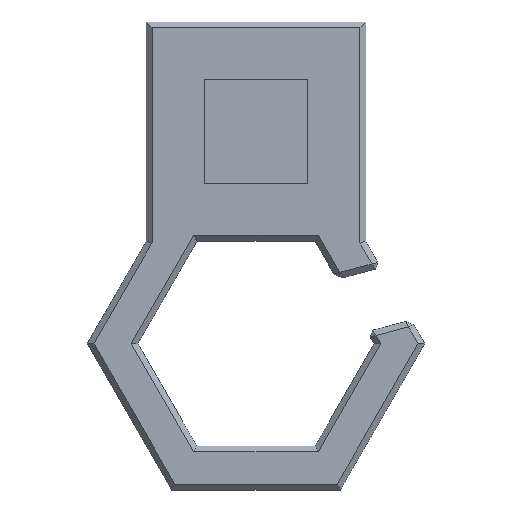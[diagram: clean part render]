
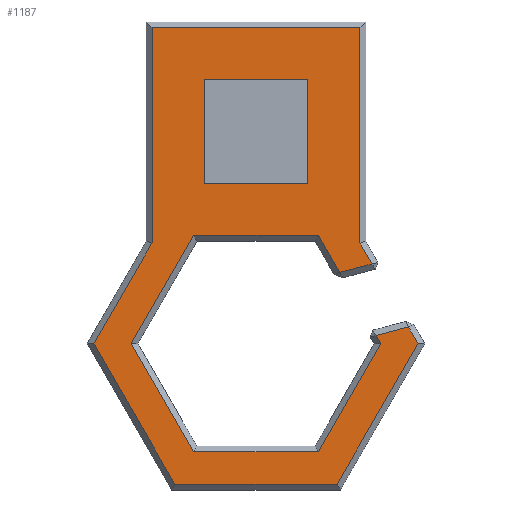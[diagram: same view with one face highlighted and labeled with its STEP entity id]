
A CAD part, top view. The second image highlights one B-rep face of the part: STEP entity #1187.
In plain terms, the highlighted planar face has unit normal (0, 0, 1).
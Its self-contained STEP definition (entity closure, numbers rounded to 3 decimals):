
#15=FACE_BOUND('',#91,.T.);
#17=FACE_OUTER_BOUND('',#90,.T.);
#90=EDGE_LOOP('',(#777,#778,#779,#780,#781,#782,#783,#784,#785,#786,#787,
#788,#789,#790,#791,#792,#793,#794));
#91=EDGE_LOOP('',(#795,#796,#797,#798));
#164=LINE('',#1670,#334);
#167=LINE('',#1676,#337);
#168=LINE('',#1678,#338);
#169=LINE('',#1680,#339);
#170=LINE('',#1682,#340);
#171=LINE('',#1684,#341);
#172=LINE('',#1686,#342);
#173=LINE('',#1688,#343);
#174=LINE('',#1690,#344);
#175=LINE('',#1692,#345);
#176=LINE('',#1694,#346);
#177=LINE('',#1696,#347);
#178=LINE('',#1698,#348);
#179=LINE('',#1700,#349);
#180=LINE('',#1702,#350);
#181=LINE('',#1704,#351);
#182=LINE('',#1706,#352);
#183=LINE('',#1707,#353);
#184=LINE('',#1710,#354);
#185=LINE('',#1712,#355);
#186=LINE('',#1714,#356);
#187=LINE('',#1715,#357);
#334=VECTOR('',#1351,10.);
#337=VECTOR('',#1356,10.);
#338=VECTOR('',#1357,10.);
#339=VECTOR('',#1358,10.);
#340=VECTOR('',#1359,10.);
#341=VECTOR('',#1360,10.);
#342=VECTOR('',#1361,10.);
#343=VECTOR('',#1362,10.);
#344=VECTOR('',#1363,10.);
#345=VECTOR('',#1364,10.);
#346=VECTOR('',#1365,10.);
#347=VECTOR('',#1366,10.);
#348=VECTOR('',#1367,10.);
#349=VECTOR('',#1368,10.);
#350=VECTOR('',#1369,10.);
#351=VECTOR('',#1370,10.);
#352=VECTOR('',#1371,10.);
#353=VECTOR('',#1372,10.);
#354=VECTOR('',#1373,10.);
#355=VECTOR('',#1374,10.);
#356=VECTOR('',#1375,10.);
#357=VECTOR('',#1376,10.);
#504=VERTEX_POINT('',#1667);
#505=VERTEX_POINT('',#1669);
#507=VERTEX_POINT('',#1675);
#508=VERTEX_POINT('',#1677);
#509=VERTEX_POINT('',#1679);
#510=VERTEX_POINT('',#1681);
#511=VERTEX_POINT('',#1683);
#512=VERTEX_POINT('',#1685);
#513=VERTEX_POINT('',#1687);
#514=VERTEX_POINT('',#1689);
#515=VERTEX_POINT('',#1691);
#516=VERTEX_POINT('',#1693);
#517=VERTEX_POINT('',#1695);
#518=VERTEX_POINT('',#1697);
#519=VERTEX_POINT('',#1699);
#520=VERTEX_POINT('',#1701);
#521=VERTEX_POINT('',#1703);
#522=VERTEX_POINT('',#1705);
#523=VERTEX_POINT('',#1708);
#524=VERTEX_POINT('',#1709);
#525=VERTEX_POINT('',#1711);
#526=VERTEX_POINT('',#1713);
#604=EDGE_CURVE('',#504,#505,#164,.T.);
#607=EDGE_CURVE('',#505,#507,#167,.T.);
#608=EDGE_CURVE('',#508,#504,#168,.T.);
#609=EDGE_CURVE('',#509,#508,#169,.T.);
#610=EDGE_CURVE('',#510,#509,#170,.T.);
#611=EDGE_CURVE('',#511,#510,#171,.T.);
#612=EDGE_CURVE('',#512,#511,#172,.T.);
#613=EDGE_CURVE('',#513,#512,#173,.T.);
#614=EDGE_CURVE('',#514,#513,#174,.T.);
#615=EDGE_CURVE('',#515,#514,#175,.T.);
#616=EDGE_CURVE('',#516,#515,#176,.T.);
#617=EDGE_CURVE('',#517,#516,#177,.T.);
#618=EDGE_CURVE('',#518,#517,#178,.T.);
#619=EDGE_CURVE('',#519,#518,#179,.T.);
#620=EDGE_CURVE('',#520,#519,#180,.T.);
#621=EDGE_CURVE('',#521,#520,#181,.T.);
#622=EDGE_CURVE('',#522,#521,#182,.T.);
#623=EDGE_CURVE('',#507,#522,#183,.T.);
#624=EDGE_CURVE('',#523,#524,#184,.T.);
#625=EDGE_CURVE('',#524,#525,#185,.T.);
#626=EDGE_CURVE('',#525,#526,#186,.T.);
#627=EDGE_CURVE('',#526,#523,#187,.T.);
#777=ORIENTED_EDGE('',*,*,#607,.F.);
#778=ORIENTED_EDGE('',*,*,#604,.F.);
#779=ORIENTED_EDGE('',*,*,#608,.F.);
#780=ORIENTED_EDGE('',*,*,#609,.F.);
#781=ORIENTED_EDGE('',*,*,#610,.F.);
#782=ORIENTED_EDGE('',*,*,#611,.F.);
#783=ORIENTED_EDGE('',*,*,#612,.F.);
#784=ORIENTED_EDGE('',*,*,#613,.F.);
#785=ORIENTED_EDGE('',*,*,#614,.F.);
#786=ORIENTED_EDGE('',*,*,#615,.F.);
#787=ORIENTED_EDGE('',*,*,#616,.F.);
#788=ORIENTED_EDGE('',*,*,#617,.F.);
#789=ORIENTED_EDGE('',*,*,#618,.F.);
#790=ORIENTED_EDGE('',*,*,#619,.F.);
#791=ORIENTED_EDGE('',*,*,#620,.F.);
#792=ORIENTED_EDGE('',*,*,#621,.F.);
#793=ORIENTED_EDGE('',*,*,#622,.F.);
#794=ORIENTED_EDGE('',*,*,#623,.F.);
#795=ORIENTED_EDGE('',*,*,#624,.T.);
#796=ORIENTED_EDGE('',*,*,#625,.T.);
#797=ORIENTED_EDGE('',*,*,#626,.T.);
#798=ORIENTED_EDGE('',*,*,#627,.T.);
#1114=PLANE('',#1274);
#1187=ADVANCED_FACE('',(#17,#15),#1114,.F.);
#1274=AXIS2_PLACEMENT_3D('',#1674,#1354,#1355);
#1351=DIRECTION('',(0.5,0.866,0.));
#1354=DIRECTION('center_axis',(0.,0.,-1.));
#1355=DIRECTION('ref_axis',(1.,0.,0.));
#1356=DIRECTION('',(-0.5,0.866,0.));
#1357=DIRECTION('',(1.,0.,0.));
#1358=DIRECTION('',(0.5,-0.866,0.));
#1359=DIRECTION('',(-0.5,-0.866,0.));
#1360=DIRECTION('',(-1.,0.,0.));
#1361=DIRECTION('',(-0.5,0.866,0.));
#1362=DIRECTION('',(-0.966,-0.259,0.));
#1363=DIRECTION('',(0.5,-0.866,0.));
#1364=DIRECTION('',(0.,-1.,0.));
#1365=DIRECTION('',(1.,0.,0.));
#1366=DIRECTION('',(0.,1.,0.));
#1367=DIRECTION('',(0.5,0.866,0.));
#1368=DIRECTION('',(-0.5,0.866,0.));
#1369=DIRECTION('',(-1.,0.,0.));
#1370=DIRECTION('',(-0.5,-0.866,0.));
#1371=DIRECTION('',(0.5,-0.866,0.));
#1372=DIRECTION('',(0.966,0.259,0.));
#1373=DIRECTION('',(0.,-1.,0.));
#1374=DIRECTION('',(-1.,0.,0.));
#1375=DIRECTION('',(0.,1.,0.));
#1376=DIRECTION('',(1.,0.,0.));
#1667=CARTESIAN_POINT('',(11.778,-29.4,0.));
#1669=CARTESIAN_POINT('',(16.051,-22.,0.));
#1670=CARTESIAN_POINT('',(12.904,-27.45,0.));
#1674=CARTESIAN_POINT('Origin',(7.506,-22.,0.));
#1675=CARTESIAN_POINT('',(15.724,-21.435,0.));
#1676=CARTESIAN_POINT('',(14.925,-20.05,0.));
#1677=CARTESIAN_POINT('',(3.234,-29.4,0.));
#1678=CARTESIAN_POINT('',(5.485,-29.4,0.));
#1679=CARTESIAN_POINT('',(-1.039,-22.,0.));
#1680=CARTESIAN_POINT('',(0.087,-23.95,0.));
#1681=CARTESIAN_POINT('',(3.234,-14.6,0.));
#1682=CARTESIAN_POINT('',(2.108,-16.55,0.));
#1683=CARTESIAN_POINT('',(11.778,-14.6,0.));
#1684=CARTESIAN_POINT('',(9.527,-14.6,0.));
#1685=CARTESIAN_POINT('',(13.24,-17.131,0.));
#1686=CARTESIAN_POINT('',(14.925,-20.05,0.));
#1687=CARTESIAN_POINT('',(15.44,-16.542,0.));
#1688=CARTESIAN_POINT('',(7.423,-18.69,0.));
#1689=CARTESIAN_POINT('',(14.612,-15.107,0.));
#1690=CARTESIAN_POINT('',(14.376,-14.7,0.));
#1691=CARTESIAN_POINT('',(14.612,-0.4,0.));
#1692=CARTESIAN_POINT('',(14.612,-11.,0.));
#1693=CARTESIAN_POINT('',(0.4,-0.4,0.));
#1694=CARTESIAN_POINT('',(3.753,-0.4,0.));
#1695=CARTESIAN_POINT('',(0.4,-15.107,0.));
#1696=CARTESIAN_POINT('',(0.4,-18.5,0.));
#1697=CARTESIAN_POINT('',(-3.579,-22.,0.));
#1698=CARTESIAN_POINT('',(-2.251,-19.7,0.));
#1699=CARTESIAN_POINT('',(1.963,-31.6,0.));
#1700=CARTESIAN_POINT('',(0.636,-29.3,0.));
#1701=CARTESIAN_POINT('',(13.049,-31.6,0.));
#1702=CARTESIAN_POINT('',(10.393,-31.6,0.));
#1703=CARTESIAN_POINT('',(18.591,-22.,0.));
#1704=CARTESIAN_POINT('',(17.263,-24.3,0.));
#1705=CARTESIAN_POINT('',(17.924,-20.845,0.));
#1706=CARTESIAN_POINT('',(14.376,-14.7,0.));
#1707=CARTESIAN_POINT('',(8.665,-23.326,0.));
#1708=CARTESIAN_POINT('',(11.056,-3.95,0.));
#1709=CARTESIAN_POINT('',(11.056,-11.05,0.));
#1710=CARTESIAN_POINT('',(11.056,-12.975,0.));
#1711=CARTESIAN_POINT('',(3.956,-11.05,0.));
#1712=CARTESIAN_POINT('',(9.281,-11.05,0.));
#1713=CARTESIAN_POINT('',(3.956,-3.95,0.));
#1714=CARTESIAN_POINT('',(3.956,-16.525,0.));
#1715=CARTESIAN_POINT('',(5.731,-3.95,0.));
